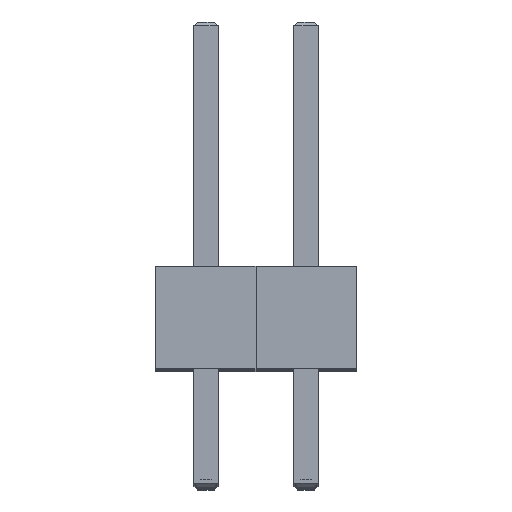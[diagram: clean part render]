
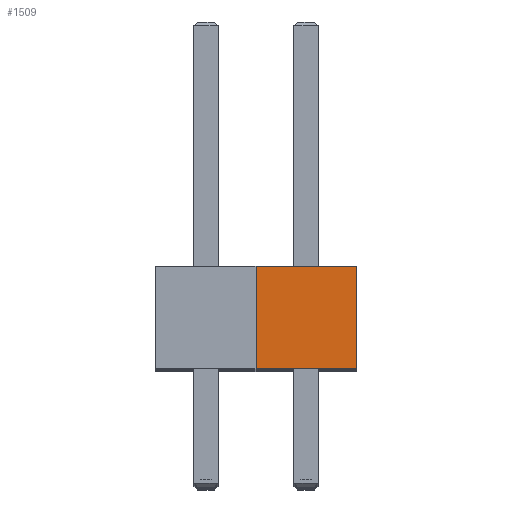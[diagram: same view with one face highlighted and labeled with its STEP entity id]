
A CAD part, top view. The second image highlights one B-rep face of the part: STEP entity #1509.
In plain terms, the highlighted planar face has unit normal (0, 0, 1).
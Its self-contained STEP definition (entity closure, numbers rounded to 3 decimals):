
#1509=ADVANCED_FACE('',(#1721),#1723,.T.);
#1721=FACE_BOUND('',#1722,.T.);
#1722=EDGE_LOOP('',(#1863,#1864,#1865,#1866));
#1723=PLANE('',#1724);
#1724=AXIS2_PLACEMENT_3D('',#1725,#1726,#1727);
#1725=CARTESIAN_POINT('',(0.,0.,0.));
#1726=DIRECTION('',(0.,0.,1.));
#1727=DIRECTION('',(1.,0.,0.));
#1863=ORIENTED_EDGE('',*,*,#1939,.T.);
#1864=ORIENTED_EDGE('',*,*,#1945,.T.);
#1865=ORIENTED_EDGE('',*,*,#1946,.F.);
#1866=ORIENTED_EDGE('',*,*,#1947,.F.);
#1939=EDGE_CURVE('',#2010,#2008,#2011,.T.);
#1945=EDGE_CURVE('',#2008,#2018,#2020,.T.);
#1946=EDGE_CURVE('',#2021,#2018,#2022,.T.);
#1947=EDGE_CURVE('',#2010,#2021,#2023,.T.);
#2008=VERTEX_POINT('',#2144);
#2010=VERTEX_POINT('',#2148);
#2011=LINE('',#2149,#2150);
#2018=VERTEX_POINT('',#2166);
#2020=LINE('',#2170,#2171);
#2021=VERTEX_POINT('',#2173);
#2022=LINE('',#2174,#2175);
#2023=LINE('',#2177,#2178);
#2144=CARTESIAN_POINT('',(2.54,0.,0.));
#2148=CARTESIAN_POINT('',(0.,0.,0.));
#2149=CARTESIAN_POINT('',(0.,0.,0.));
#2150=VECTOR('',#2151,1.);
#2151=DIRECTION('',(1.,0.,0.));
#2166=CARTESIAN_POINT('',(2.54,2.6,0.));
#2170=CARTESIAN_POINT('',(2.54,0.,0.));
#2171=VECTOR('',#2172,1.);
#2172=DIRECTION('',(0.,1.,0.));
#2173=CARTESIAN_POINT('',(0.,2.6,0.));
#2174=CARTESIAN_POINT('',(0.,2.6,0.));
#2175=VECTOR('',#2176,1.);
#2176=DIRECTION('',(1.,0.,0.));
#2177=CARTESIAN_POINT('',(0.,0.,0.));
#2178=VECTOR('',#2179,1.);
#2179=DIRECTION('',(0.,1.,0.));
